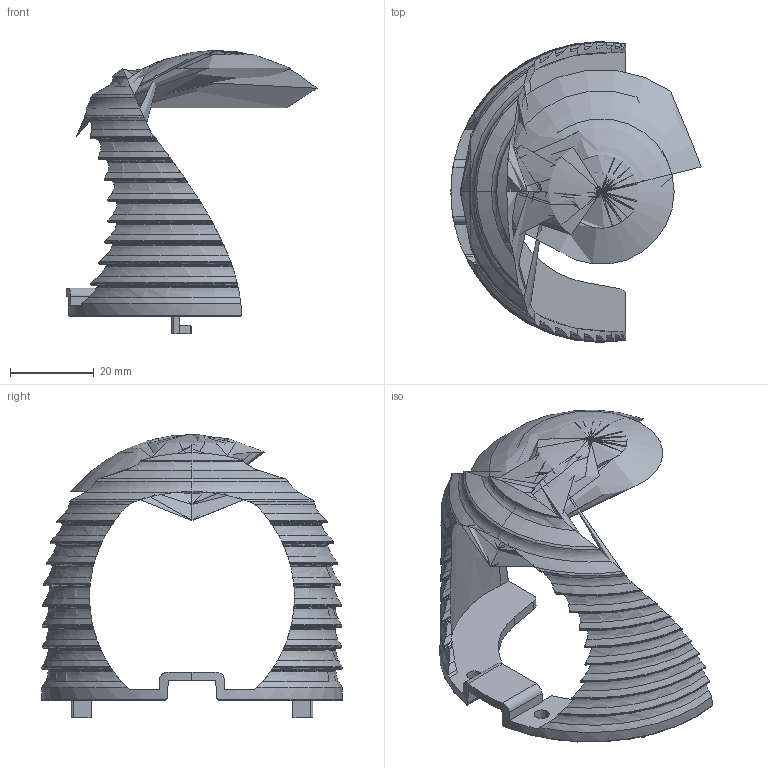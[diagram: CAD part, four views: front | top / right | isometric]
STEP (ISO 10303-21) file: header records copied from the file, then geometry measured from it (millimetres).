
FILE_DESCRIPTION(('STEP AP242'),'1');
FILE_NAME('xvr_zr2.stp','2021-02-26T15:04:11',('TraceParts'),('TraceParts S.A.'),'Spatial InterOp 3D',' ',' ');
FILE_SCHEMA(('AP242_MANAGED_MODEL_BASED_3D_ENGINEERING_MIM_LF {1 0 10303 442 1 1 4}'));
Length unit declared in the file: millimetre
Products named in the file (1): xvr_zr2
Bounding box: 59.87 x 72 x 67.76 mm (x, y, z)
Volume: 13011.1 mm3; surface area: 26011.2 mm2
Topology: 1 solids, 1 shells, 409 faces, 1110 edges, 700 vertices
Faces by surface type: torus 129, plane 89, cylinder 81, cone 76, bspline 32, sphere 2
Entity records: 14010 total; most frequent: CARTESIAN_POINT 5285, ORIENTED_EDGE 2114, DIRECTION 1457, EDGE_CURVE 1057, VERTEX_POINT 661, AXIS2_PLACEMENT_3D 607, B_SPLINE_CURVE_WITH_KNOTS 480, EDGE_LOOP 404
